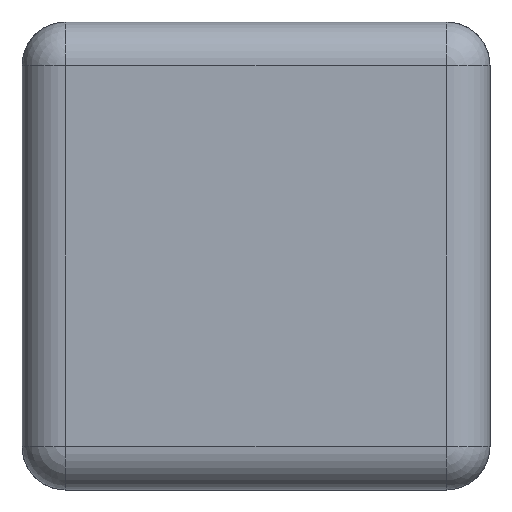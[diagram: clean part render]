
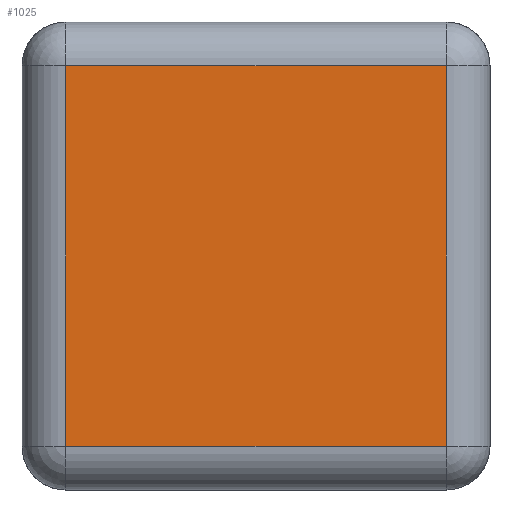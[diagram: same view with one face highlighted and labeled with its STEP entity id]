
A CAD part, left-side view. The second image highlights one B-rep face of the part: STEP entity #1025.
In plain terms, the highlighted planar face has unit normal (-1, 0, 0).
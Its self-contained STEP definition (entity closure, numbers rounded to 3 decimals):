
#40=PLANE('',#1143);
#66=LINE('',#2142,#106);
#67=LINE('',#2144,#107);
#68=LINE('',#2146,#108);
#69=LINE('',#2148,#109);
#106=VECTOR('',#1359,1000.);
#107=VECTOR('',#1362,1000.);
#108=VECTOR('',#1365,1000.);
#109=VECTOR('',#1368,1000.);
#168=FACE_OUTER_BOUND('',#234,.T.);
#234=EDGE_LOOP('',(#778,#779,#780,#781));
#413=VERTEX_POINT('',#2114);
#416=VERTEX_POINT('',#2126);
#417=VERTEX_POINT('',#2132);
#418=VERTEX_POINT('',#2138);
#538=EDGE_CURVE('',#418,#417,#66,.T.);
#539=EDGE_CURVE('',#416,#413,#67,.T.);
#540=EDGE_CURVE('',#413,#418,#68,.T.);
#541=EDGE_CURVE('',#416,#417,#69,.T.);
#778=ORIENTED_EDGE('',*,*,#540,.T.);
#779=ORIENTED_EDGE('',*,*,#538,.T.);
#780=ORIENTED_EDGE('',*,*,#541,.F.);
#781=ORIENTED_EDGE('',*,*,#539,.T.);
#1025=ADVANCED_FACE('',(#168),#40,.F.);
#1143=AXIS2_PLACEMENT_3D('',#2149,#1369,#1370);
#1359=DIRECTION('',(0.,0.,1.));
#1362=DIRECTION('',(0.,0.,-1.));
#1365=DIRECTION('',(0.,-1.,0.));
#1368=DIRECTION('',(0.,-1.,0.));
#1369=DIRECTION('center_axis',(1.,0.,0.));
#1370=DIRECTION('ref_axis',(0.,0.,-1.));
#2114=CARTESIAN_POINT('',(-1.6,1.47,-0.65));
#2126=CARTESIAN_POINT('',(-1.6,1.47,0.65));
#2132=CARTESIAN_POINT('',(-1.6,0.17,0.65));
#2138=CARTESIAN_POINT('',(-1.6,0.17,-0.65));
#2142=CARTESIAN_POINT('',(-1.6,0.17,0.65));
#2144=CARTESIAN_POINT('',(-1.6,1.47,-0.65));
#2146=CARTESIAN_POINT('',(-1.6,1.62,-0.65));
#2148=CARTESIAN_POINT('',(-1.6,1.62,0.65));
#2149=CARTESIAN_POINT('Origin',(-1.6,1.62,0.65));
